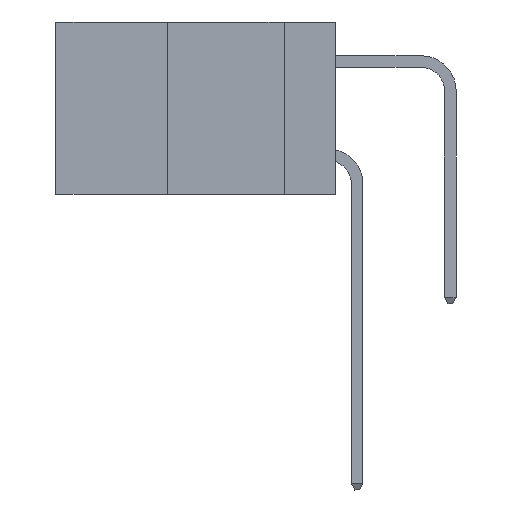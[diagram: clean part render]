
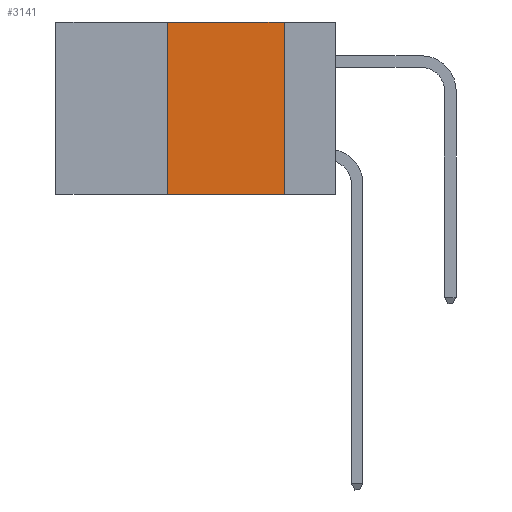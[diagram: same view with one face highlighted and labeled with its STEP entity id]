
A CAD part, left-side view. The second image highlights one B-rep face of the part: STEP entity #3141.
In plain terms, the highlighted planar face has unit normal (-1, 0, 0).
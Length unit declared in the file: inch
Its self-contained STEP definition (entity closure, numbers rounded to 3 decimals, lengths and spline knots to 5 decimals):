
#550 = CARTESIAN_POINT ( 'NONE',  ( 0., 0.36, 0. ) ) ;
#1144 = VECTOR ( 'NONE', #17036, 39.37008 ) ;
#1530 = DIRECTION ( 'NONE',  ( 0., 0., 1. ) ) ;
#1616 = DIRECTION ( 'NONE',  ( 0., 0., -1. ) ) ;
#2246 = LINE ( 'NONE', #18648, #13555 ) ;
#3033 = CARTESIAN_POINT ( 'NONE',  ( 0., 0.6, 0. ) ) ;
#3141 = ADVANCED_FACE ( 'NONE', ( #15078 ), #13255, .F. ) ;
#3330 = VECTOR ( 'NONE', #1616, 39.37008 ) ;
#3504 = VECTOR ( 'NONE', #17286, 39.37008 ) ;
#4673 = VERTEX_POINT ( 'NONE', #550 ) ;
#4843 = LINE ( 'NONE', #5268, #3504 ) ;
#5228 = CARTESIAN_POINT ( 'NONE',  ( 0., 0.6, -0.37 ) ) ;
#5268 = CARTESIAN_POINT ( 'NONE',  ( 0., 0.6, 0. ) ) ;
#5530 = VERTEX_POINT ( 'NONE', #7081 ) ;
#6089 = ORIENTED_EDGE ( 'NONE', *, *, #13899, .F. ) ;
#6310 = CARTESIAN_POINT ( 'NONE',  ( 0., 0.11, 0. ) ) ;
#6440 = DIRECTION ( 'NONE',  ( 1., 0., 0. ) ) ;
#6545 = EDGE_CURVE ( 'NONE', #4673, #14877, #4843, .T. ) ;
#7081 = CARTESIAN_POINT ( 'NONE',  ( 0., 0.11, -0.37 ) ) ;
#8645 = ORIENTED_EDGE ( 'NONE', *, *, #13765, .F. ) ;
#10918 = VERTEX_POINT ( 'NONE', #20637 ) ;
#11844 = CARTESIAN_POINT ( 'NONE',  ( 0., 0.11, 0. ) ) ;
#11967 = EDGE_LOOP ( 'NONE', ( #6089, #20456, #8645, #13308 ) ) ;
#13255 = PLANE ( 'NONE',  #16184 ) ;
#13308 = ORIENTED_EDGE ( 'NONE', *, *, #14220, .T. ) ;
#13555 = VECTOR ( 'NONE', #1530, 39.37008 ) ;
#13765 = EDGE_CURVE ( 'NONE', #10918, #4673, #2246, .T. ) ;
#13899 = EDGE_CURVE ( 'NONE', #14877, #5530, #17586, .T. ) ;
#14220 = EDGE_CURVE ( 'NONE', #10918, #5530, #20261, .T. ) ;
#14877 = VERTEX_POINT ( 'NONE', #6310 ) ;
#15078 = FACE_OUTER_BOUND ( 'NONE', #11967, .T. ) ;
#16184 = AXIS2_PLACEMENT_3D ( 'NONE', #3033, #6440, #20193 ) ;
#17036 = DIRECTION ( 'NONE',  ( 0., -1., 0. ) ) ;
#17286 = DIRECTION ( 'NONE',  ( 0., -1., 0. ) ) ;
#17586 = LINE ( 'NONE', #11844, #3330 ) ;
#18648 = CARTESIAN_POINT ( 'NONE',  ( 0., 0.36, 0. ) ) ;
#20193 = DIRECTION ( 'NONE',  ( 0., 0., -1. ) ) ;
#20261 = LINE ( 'NONE', #5228, #1144 ) ;
#20456 = ORIENTED_EDGE ( 'NONE', *, *, #6545, .F. ) ;
#20637 = CARTESIAN_POINT ( 'NONE',  ( 0., 0.36, -0.37 ) ) ;
